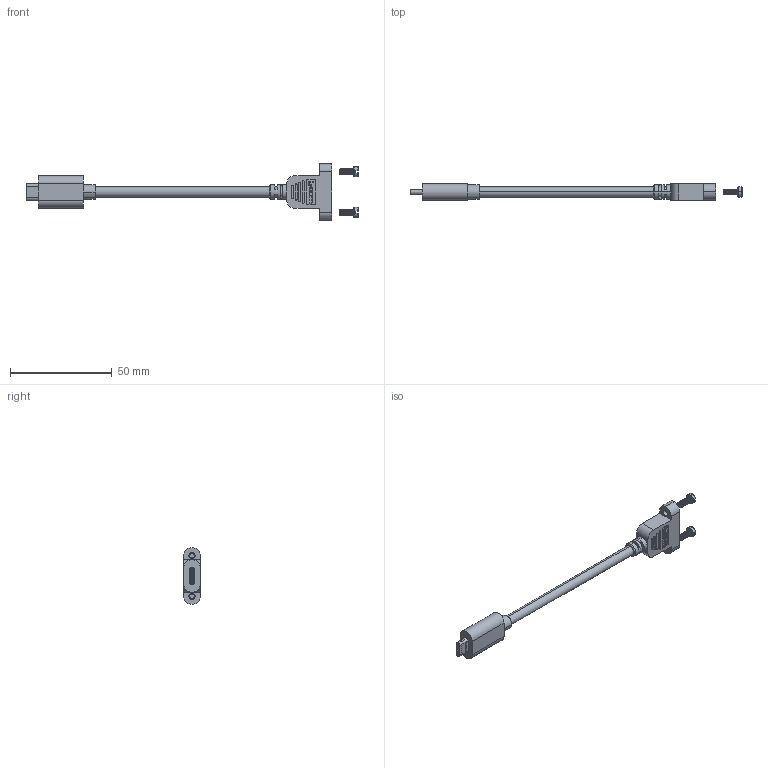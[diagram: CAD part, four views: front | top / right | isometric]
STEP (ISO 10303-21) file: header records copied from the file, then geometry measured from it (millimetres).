
FILE_DESCRIPTION (( 'STEP AP214' ), '1' );
FILE_NAME ('U3A00057.STEP', '2017-11-20T14:53:35', ( '' ), ( '' ), 'SwSTEP 2.0', 'SolidWorks 2014', '' );
FILE_SCHEMA (( 'AUTOMOTIVE_DESIGN' ));
Length unit declared in the file: inch
Products named in the file (7): U3A00057-004; 1AA05-124_WO PCB; 1AA05-099-MA1; U3A00057-001; U3A00057-002; U3A00057-003; U3A00057
Assembly tree (7 placements, depth 2):
  U3A00057
    U3A00057-003
    U3A00057-002
    U3A00057-001
    1AA05-099-MA1
    1AA05-124_WO PCB
    U3A00057-004  x2
Bounding box: 163.21 x 8.4 x 28 mm (x, y, z)
Volume: 8055.2 mm3; surface area: 6765.2 mm2
Topology: 11 solids, 11 shells, 1969 faces, 5302 edges, 3493 vertices
Faces by surface type: plane 1458, cylinder 351, bspline 124, cone 22, torus 14
Entity records: 71547 total; most frequent: CARTESIAN_POINT 16666, ORIENTED_EDGE 10504, DIRECTION 9455, EDGE_CURVE 5252, VECTOR 4229, LINE 4229, VERTEX_POINT 3461, AXIS2_PLACEMENT_3D 2613
